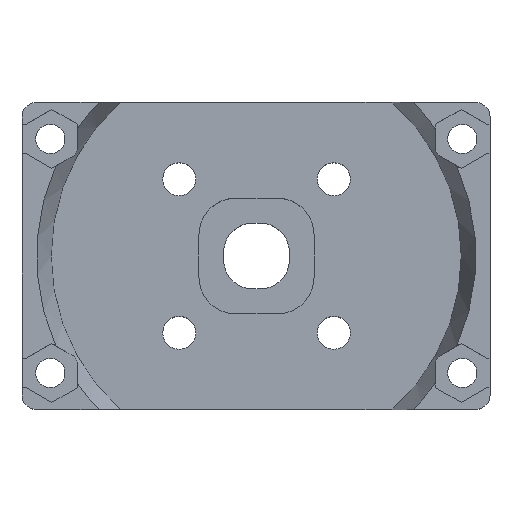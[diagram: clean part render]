
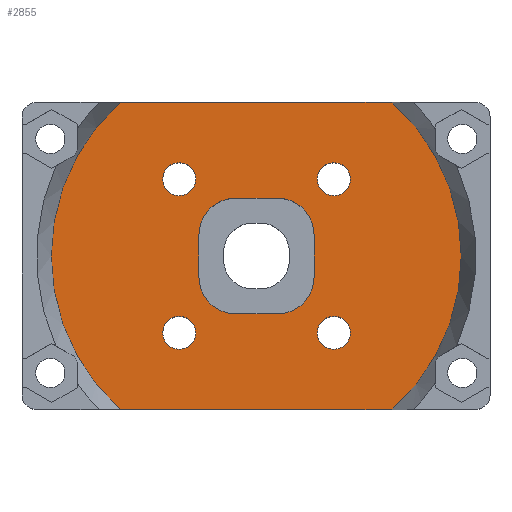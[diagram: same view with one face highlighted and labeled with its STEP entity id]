
A CAD part, top view. The second image highlights one B-rep face of the part: STEP entity #2855.
In plain terms, the highlighted planar face has unit normal (0, 0, 1).
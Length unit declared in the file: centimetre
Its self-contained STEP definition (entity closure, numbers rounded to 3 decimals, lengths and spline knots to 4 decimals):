
#99=LINE($,#4570,#387);
#123=LINE($,#4618,#411);
#125=LINE($,#4629,#413);
#126=LINE($,#4633,#414);
#127=LINE($,#4637,#415);
#128=LINE($,#4641,#416);
#387=VECTOR($,#3540,3.7157);
#411=VECTOR($,#3578,3.7157);
#413=VECTOR($,#3590,0.582);
#414=VECTOR($,#3593,0.5743);
#415=VECTOR($,#3596,0.582);
#416=VECTOR($,#3599,0.5743);
#627=FACE_BOUND($,#955,.T.);
#628=FACE_BOUND($,#956,.T.);
#629=FACE_BOUND($,#957,.T.);
#630=FACE_BOUND($,#958,.T.);
#631=FACE_BOUND($,#959,.T.);
#632=FACE_BOUND($,#960,.T.);
#663=PLANE($,#3093);
#955=EDGE_LOOP($,(#2205));
#956=EDGE_LOOP($,(#2206));
#957=EDGE_LOOP($,(#2207,#2208,#2209,#2210,#2211,#2212,#2213,#2214));
#958=EDGE_LOOP($,(#2215));
#959=EDGE_LOOP($,(#2216));
#960=EDGE_LOOP($,(#2217,#2218,#2219,#2220));
#1136=CIRCLE($,#3045,2.8039);
#1143=CIRCLE($,#3054,2.8039);
#1165=CIRCLE($,#3094,0.225);
#1166=CIRCLE($,#3095,0.225);
#1167=CIRCLE($,#3096,0.5);
#1168=CIRCLE($,#3097,0.5);
#1169=CIRCLE($,#3098,0.5);
#1170=CIRCLE($,#3099,0.5);
#1171=CIRCLE($,#3100,0.225);
#1172=CIRCLE($,#3101,0.225);
#1288=VERTEX_POINT($,#4396);
#1289=VERTEX_POINT($,#4400);
#1316=VERTEX_POINT($,#4467);
#1317=VERTEX_POINT($,#4471);
#1368=VERTEX_POINT($,#4623);
#1369=VERTEX_POINT($,#4625);
#1370=VERTEX_POINT($,#4627);
#1371=VERTEX_POINT($,#4628);
#1372=VERTEX_POINT($,#4630);
#1373=VERTEX_POINT($,#4632);
#1374=VERTEX_POINT($,#4634);
#1375=VERTEX_POINT($,#4636);
#1376=VERTEX_POINT($,#4638);
#1377=VERTEX_POINT($,#4640);
#1378=VERTEX_POINT($,#4643);
#1379=VERTEX_POINT($,#4645);
#1590=EDGE_CURVE($,#1289,#1288,#1136,.T.);
#1619=EDGE_CURVE($,#1317,#1316,#1143,.T.);
#1665=EDGE_CURVE($,#1289,#1316,#99,.F.);
#1691=EDGE_CURVE($,#1317,#1288,#123,.F.);
#1694=EDGE_CURVE($,#1368,#1368,#1165,.T.);
#1695=EDGE_CURVE($,#1369,#1369,#1166,.T.);
#1696=EDGE_CURVE($,#1370,#1371,#125,.T.);
#1697=EDGE_CURVE($,#1372,#1371,#1167,.T.);
#1698=EDGE_CURVE($,#1372,#1373,#126,.T.);
#1699=EDGE_CURVE($,#1374,#1373,#1168,.T.);
#1700=EDGE_CURVE($,#1375,#1374,#127,.F.);
#1701=EDGE_CURVE($,#1376,#1375,#1169,.T.);
#1702=EDGE_CURVE($,#1377,#1376,#128,.F.);
#1703=EDGE_CURVE($,#1370,#1377,#1170,.T.);
#1704=EDGE_CURVE($,#1378,#1378,#1171,.T.);
#1705=EDGE_CURVE($,#1379,#1379,#1172,.T.);
#2205=ORIENTED_EDGE($,*,*,#1694,.T.);
#2206=ORIENTED_EDGE($,*,*,#1695,.T.);
#2207=ORIENTED_EDGE($,*,*,#1696,.T.);
#2208=ORIENTED_EDGE($,*,*,#1697,.F.);
#2209=ORIENTED_EDGE($,*,*,#1698,.T.);
#2210=ORIENTED_EDGE($,*,*,#1699,.F.);
#2211=ORIENTED_EDGE($,*,*,#1700,.F.);
#2212=ORIENTED_EDGE($,*,*,#1701,.F.);
#2213=ORIENTED_EDGE($,*,*,#1702,.F.);
#2214=ORIENTED_EDGE($,*,*,#1703,.F.);
#2215=ORIENTED_EDGE($,*,*,#1704,.T.);
#2216=ORIENTED_EDGE($,*,*,#1705,.T.);
#2217=ORIENTED_EDGE($,*,*,#1619,.T.);
#2218=ORIENTED_EDGE($,*,*,#1665,.F.);
#2219=ORIENTED_EDGE($,*,*,#1590,.T.);
#2220=ORIENTED_EDGE($,*,*,#1691,.F.);
#2855=ADVANCED_FACE($,(#627,#628,#629,#630,#631,#632),#663,.T.);
#3045=AXIS2_PLACEMENT_3D($,#4401,#3423,#3424);
#3054=AXIS2_PLACEMENT_3D($,#4472,#3457,#3458);
#3093=AXIS2_PLACEMENT_3D($,#4622,#3584,#3585);
#3094=AXIS2_PLACEMENT_3D($,#4624,#3586,#3587);
#3095=AXIS2_PLACEMENT_3D($,#4626,#3588,#3589);
#3096=AXIS2_PLACEMENT_3D($,#4631,#3591,#3592);
#3097=AXIS2_PLACEMENT_3D($,#4635,#3594,#3595);
#3098=AXIS2_PLACEMENT_3D($,#4639,#3597,#3598);
#3099=AXIS2_PLACEMENT_3D($,#4642,#3600,#3601);
#3100=AXIS2_PLACEMENT_3D($,#4644,#3602,#3603);
#3101=AXIS2_PLACEMENT_3D($,#4646,#3604,#3605);
#3423=DIRECTION('center_axis',(0.,0.,1.));
#3424=DIRECTION('ref_axis',(-1.,0.,0.));
#3457=DIRECTION('center_axis',(0.,0.,1.));
#3458=DIRECTION('ref_axis',(-1.,0.,0.));
#3540=DIRECTION($,(1.,0.,0.));
#3578=DIRECTION($,(-1.,0.,0.));
#3584=DIRECTION('center_axis',(0.,0.,1.));
#3585=DIRECTION('ref_axis',(0.5,-0.866,0.));
#3586=DIRECTION('center_axis',(0.,0.,-1.));
#3587=DIRECTION('ref_axis',(0.,1.,0.));
#3588=DIRECTION('center_axis',(0.,0.,-1.));
#3589=DIRECTION('ref_axis',(0.,1.,0.));
#3590=DIRECTION($,(0.,-1.,0.));
#3591=DIRECTION('center_axis',(0.,0.,1.));
#3592=DIRECTION('ref_axis',(0.707,-0.707,0.));
#3593=DIRECTION($,(-1.,0.,0.));
#3594=DIRECTION('center_axis',(0.,0.,1.));
#3595=DIRECTION('ref_axis',(-0.707,-0.707,0.));
#3596=DIRECTION($,(0.,1.,0.));
#3597=DIRECTION('center_axis',(0.,0.,1.));
#3598=DIRECTION('ref_axis',(-0.707,0.707,0.));
#3599=DIRECTION($,(1.,0.,0.));
#3600=DIRECTION('center_axis',(0.,0.,1.));
#3601=DIRECTION('ref_axis',(0.707,0.707,0.));
#3602=DIRECTION('center_axis',(0.,0.,-1.));
#3603=DIRECTION('ref_axis',(0.,1.,0.));
#3604=DIRECTION('center_axis',(0.,0.,-1.));
#3605=DIRECTION('ref_axis',(0.,1.,0.));
#4396=CARTESIAN_POINT('',(6.1504,9.5901,0.5));
#4400=CARTESIAN_POINT('',(6.1504,5.3901,0.5));
#4401=CARTESIAN_POINT('Origin',(4.2926,7.4901,0.5));
#4467=CARTESIAN_POINT('',(2.4348,5.3901,0.5));
#4471=CARTESIAN_POINT('',(2.4348,9.5901,0.5));
#4472=CARTESIAN_POINT('Origin',(4.2926,7.4901,0.5));
#4570=CARTESIAN_POINT($,(3.5049,5.3901,0.5));
#4618=CARTESIAN_POINT($,(4.5917,9.5901,0.5));
#4622=CARTESIAN_POINT('Origin',(3.804,14.6075,0.5));
#4623=CARTESIAN_POINT('',(5.3537,6.2151,0.5));
#4624=CARTESIAN_POINT('Origin',(5.3537,6.4401,0.5));
#4625=CARTESIAN_POINT('',(3.2396,8.3151,0.5));
#4626=CARTESIAN_POINT('Origin',(3.2396,8.5401,0.5));
#4627=CARTESIAN_POINT('',(5.0838,7.7811,0.5));
#4628=CARTESIAN_POINT('',(5.0838,7.1991,0.5));
#4629=CARTESIAN_POINT($,(5.0838,10.7988,0.5));
#4630=CARTESIAN_POINT('',(4.5838,6.6991,0.5));
#4631=CARTESIAN_POINT('Origin',(4.5838,7.1991,0.5));
#4632=CARTESIAN_POINT('',(4.0095,6.6991,0.5));
#4633=CARTESIAN_POINT($,(3.6689,6.6991,0.5));
#4634=CARTESIAN_POINT('',(3.5095,7.1991,0.5));
#4635=CARTESIAN_POINT('Origin',(4.0095,7.1991,0.5));
#4636=CARTESIAN_POINT('',(3.5095,7.7811,0.5));
#4637=CARTESIAN_POINT($,(3.5095,10.6033,0.5));
#4638=CARTESIAN_POINT('',(4.0095,8.2811,0.5));
#4639=CARTESIAN_POINT('Origin',(4.0095,7.7811,0.5));
#4640=CARTESIAN_POINT('',(4.5838,8.2811,0.5));
#4641=CARTESIAN_POINT($,(3.6689,8.2811,0.5));
#4642=CARTESIAN_POINT('Origin',(4.5838,7.7811,0.5));
#4643=CARTESIAN_POINT('',(5.3537,8.3151,0.5));
#4644=CARTESIAN_POINT('Origin',(5.3537,8.5401,0.5));
#4645=CARTESIAN_POINT('',(3.2396,6.2151,0.5));
#4646=CARTESIAN_POINT('Origin',(3.2396,6.4401,0.5));
